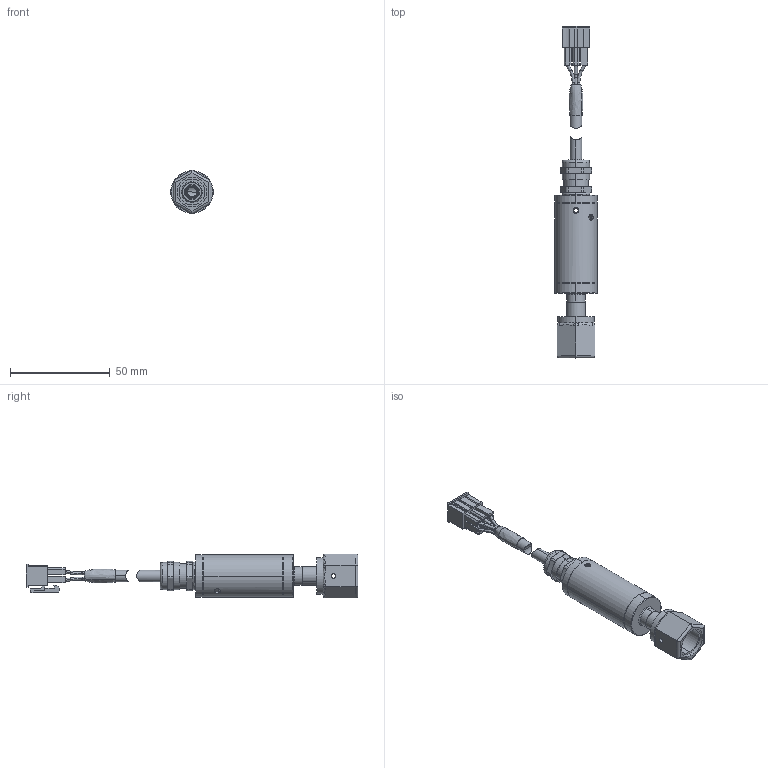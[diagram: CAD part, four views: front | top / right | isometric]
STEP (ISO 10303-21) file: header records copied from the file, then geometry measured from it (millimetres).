
FILE_DESCRIPTION (( 'STEP AP203' ), '1' );
FILE_NAME ('GFDxxxxVSFV.STEP', '2017-12-12T18:58:10', ( 'mrutkowski' ), ( 'Hewlett-Packard Company' ), 'SwSTEP 2.0', 'SolidWorks 2017', '' );
FILE_SCHEMA (( 'CONFIG_CONTROL_DESIGN' ));
Length unit declared in the file: inch
Products named in the file (1): GFDxxxxVSFV
Bounding box: 21.34 x 166.43 x 22 mm (x, y, z)
Surface area: 14127.5 mm2 (no closed solid volume)
Topology: 0 solids, 20 shells, 365 faces, 1186 edges, 807 vertices
Faces by surface type: plane 200, cylinder 103, bspline 44, torus 12, cone 6
Entity records: 18929 total; most frequent: CARTESIAN_POINT 8743, DIRECTION 2027, ORIENTED_EDGE 1947, EDGE_CURVE 1186, VECTOR 847, LINE 847, VERTEX_POINT 807, AXIS2_PLACEMENT_3D 590
